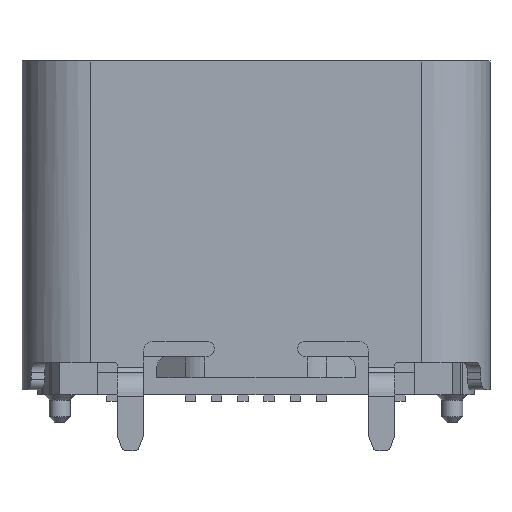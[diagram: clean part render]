
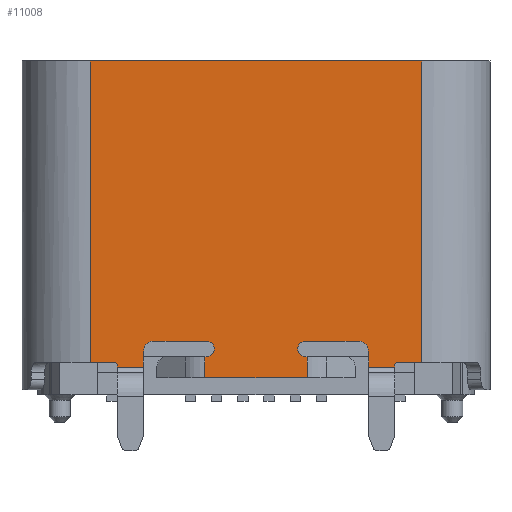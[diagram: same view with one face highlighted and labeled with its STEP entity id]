
A CAD part, front view. The second image highlights one B-rep face of the part: STEP entity #11008.
In plain terms, the highlighted planar face has unit normal (0, -1, 0).
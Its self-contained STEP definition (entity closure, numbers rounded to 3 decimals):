
#380=PLANE('',#11876);
#1101=FACE_OUTER_BOUND('',#1764,.T.);
#1764=EDGE_LOOP('',(#9177,#9178,#9179,#9180,#9181,#9182,#9183,#9184,#9185,
#9186,#9187,#9188,#9189,#9190,#9191,#9192,#9193,#9194,#9195,#9196,#9197,
#9198,#9199,#9200));
#2760=LINE('',#17234,#4037);
#2803=LINE('',#17549,#4080);
#2807=LINE('',#17561,#4084);
#2811=LINE('',#17570,#4088);
#2814=LINE('',#17579,#4091);
#2817=LINE('',#17585,#4094);
#2821=LINE('',#17594,#4098);
#2825=LINE('',#17603,#4102);
#2829=LINE('',#17615,#4106);
#2833=LINE('',#17627,#4110);
#2837=LINE('',#17636,#4114);
#2841=LINE('',#17648,#4118);
#2848=LINE('',#17767,#4125);
#2850=LINE('',#17772,#4127);
#2852=LINE('',#17775,#4129);
#2853=LINE('',#17776,#4130);
#2854=LINE('',#17777,#4131);
#2855=LINE('',#17778,#4132);
#4037=VECTOR('',#13852,1000.);
#4080=VECTOR('',#13967,1000.);
#4084=VECTOR('',#13979,1000.);
#4088=VECTOR('',#13985,1000.);
#4091=VECTOR('',#13996,1000.);
#4094=VECTOR('',#14001,1000.);
#4098=VECTOR('',#14007,1000.);
#4102=VECTOR('',#14013,1000.);
#4106=VECTOR('',#14025,1000.);
#4110=VECTOR('',#14037,1000.);
#4114=VECTOR('',#14043,1000.);
#4118=VECTOR('',#14055,1000.);
#4125=VECTOR('',#14072,1000.);
#4127=VECTOR('',#14080,1000.);
#4129=VECTOR('',#14084,1000.);
#4130=VECTOR('',#14085,1000.);
#4131=VECTOR('',#14086,1000.);
#4132=VECTOR('',#14087,1000.);
#4721=CIRCLE('',#11700,0.15);
#4789=CIRCLE('',#11845,0.075);
#4791=CIRCLE('',#11850,0.2);
#4793=CIRCLE('',#11857,0.15);
#4795=CIRCLE('',#11861,0.2);
#4797=CIRCLE('',#11866,0.075);
#5298=VERTEX_POINT('',#16658);
#5299=VERTEX_POINT('',#16660);
#5477=VERTEX_POINT('',#17226);
#5479=VERTEX_POINT('',#17232);
#5517=VERTEX_POINT('',#17541);
#5519=VERTEX_POINT('',#17547);
#5521=VERTEX_POINT('',#17553);
#5523=VERTEX_POINT('',#17559);
#5525=VERTEX_POINT('',#17564);
#5527=VERTEX_POINT('',#17568);
#5529=VERTEX_POINT('',#17574);
#5531=VERTEX_POINT('',#17583);
#5533=VERTEX_POINT('',#17588);
#5535=VERTEX_POINT('',#17592);
#5537=VERTEX_POINT('',#17597);
#5539=VERTEX_POINT('',#17601);
#5541=VERTEX_POINT('',#17607);
#5543=VERTEX_POINT('',#17613);
#5545=VERTEX_POINT('',#17619);
#5547=VERTEX_POINT('',#17625);
#5549=VERTEX_POINT('',#17630);
#5551=VERTEX_POINT('',#17634);
#5553=VERTEX_POINT('',#17640);
#5555=VERTEX_POINT('',#17646);
#6499=EDGE_CURVE('',#5298,#5299,#4721,.T.);
#6743=EDGE_CURVE('',#5479,#5477,#2760,.T.);
#6809=EDGE_CURVE('',#5519,#5517,#2803,.T.);
#6812=EDGE_CURVE('',#5519,#5521,#4789,.T.);
#6815=EDGE_CURVE('',#5523,#5521,#2807,.T.);
#6819=EDGE_CURVE('',#5527,#5525,#2811,.T.);
#6822=EDGE_CURVE('',#5527,#5529,#4791,.T.);
#6824=EDGE_CURVE('',#5299,#5529,#2814,.T.);
#6827=EDGE_CURVE('',#5531,#5298,#2817,.T.);
#6831=EDGE_CURVE('',#5535,#5533,#2821,.T.);
#6835=EDGE_CURVE('',#5539,#5537,#2825,.T.);
#6838=EDGE_CURVE('',#5541,#5539,#4793,.T.);
#6841=EDGE_CURVE('',#5543,#5541,#2829,.T.);
#6844=EDGE_CURVE('',#5543,#5545,#4795,.T.);
#6847=EDGE_CURVE('',#5547,#5545,#2833,.T.);
#6851=EDGE_CURVE('',#5549,#5551,#2837,.T.);
#6854=EDGE_CURVE('',#5551,#5553,#4797,.T.);
#6857=EDGE_CURVE('',#5555,#5553,#2841,.T.);
#6870=EDGE_CURVE('',#5555,#5477,#2848,.T.);
#6872=EDGE_CURVE('',#5517,#5479,#2850,.T.);
#6874=EDGE_CURVE('',#5533,#5531,#2852,.T.);
#6875=EDGE_CURVE('',#5537,#5535,#2853,.T.);
#6876=EDGE_CURVE('',#5549,#5547,#2854,.T.);
#6877=EDGE_CURVE('',#5525,#5523,#2855,.T.);
#9177=ORIENTED_EDGE('',*,*,#6819,.F.);
#9178=ORIENTED_EDGE('',*,*,#6822,.T.);
#9179=ORIENTED_EDGE('',*,*,#6824,.F.);
#9180=ORIENTED_EDGE('',*,*,#6499,.F.);
#9181=ORIENTED_EDGE('',*,*,#6827,.F.);
#9182=ORIENTED_EDGE('',*,*,#6874,.F.);
#9183=ORIENTED_EDGE('',*,*,#6831,.F.);
#9184=ORIENTED_EDGE('',*,*,#6875,.F.);
#9185=ORIENTED_EDGE('',*,*,#6835,.F.);
#9186=ORIENTED_EDGE('',*,*,#6838,.F.);
#9187=ORIENTED_EDGE('',*,*,#6841,.F.);
#9188=ORIENTED_EDGE('',*,*,#6844,.T.);
#9189=ORIENTED_EDGE('',*,*,#6847,.F.);
#9190=ORIENTED_EDGE('',*,*,#6876,.F.);
#9191=ORIENTED_EDGE('',*,*,#6851,.T.);
#9192=ORIENTED_EDGE('',*,*,#6854,.T.);
#9193=ORIENTED_EDGE('',*,*,#6857,.F.);
#9194=ORIENTED_EDGE('',*,*,#6870,.T.);
#9195=ORIENTED_EDGE('',*,*,#6743,.F.);
#9196=ORIENTED_EDGE('',*,*,#6872,.F.);
#9197=ORIENTED_EDGE('',*,*,#6809,.F.);
#9198=ORIENTED_EDGE('',*,*,#6812,.T.);
#9199=ORIENTED_EDGE('',*,*,#6815,.F.);
#9200=ORIENTED_EDGE('',*,*,#6877,.F.);
#11008=ADVANCED_FACE('',(#1101),#380,.T.);
#11700=AXIS2_PLACEMENT_3D('',#16661,#13450,#13451);
#11845=AXIS2_PLACEMENT_3D('',#17555,#13973,#13974);
#11850=AXIS2_PLACEMENT_3D('',#17576,#13991,#13992);
#11857=AXIS2_PLACEMENT_3D('',#17609,#14019,#14020);
#11861=AXIS2_PLACEMENT_3D('',#17621,#14031,#14032);
#11866=AXIS2_PLACEMENT_3D('',#17642,#14049,#14050);
#11876=AXIS2_PLACEMENT_3D('',#17774,#14082,#14083);
#13450=DIRECTION('center_axis',(0.,-1.,0.));
#13451=DIRECTION('ref_axis',(1.,0.,0.));
#13852=DIRECTION('',(1.,0.,0.));
#13967=DIRECTION('',(-1.,0.,0.));
#13973=DIRECTION('center_axis',(0.,1.,0.));
#13974=DIRECTION('ref_axis',(1.,0.,0.));
#13979=DIRECTION('',(0.,0.,1.));
#13985=DIRECTION('',(0.,0.,-1.));
#13991=DIRECTION('center_axis',(0.,1.,0.));
#13992=DIRECTION('ref_axis',(1.,0.,0.));
#13996=DIRECTION('',(-1.,0.,0.));
#14001=DIRECTION('',(1.,0.,0.));
#14007=DIRECTION('',(-1.,0.,0.));
#14013=DIRECTION('',(1.,0.,0.));
#14019=DIRECTION('center_axis',(0.,-1.,0.));
#14020=DIRECTION('ref_axis',(1.,0.,0.));
#14025=DIRECTION('',(-1.,0.,0.));
#14031=DIRECTION('center_axis',(0.,1.,0.));
#14032=DIRECTION('ref_axis',(1.,0.,0.));
#14037=DIRECTION('',(0.,0.,1.));
#14043=DIRECTION('',(0.,0.,1.));
#14049=DIRECTION('center_axis',(0.,1.,0.));
#14050=DIRECTION('ref_axis',(1.,0.,0.));
#14055=DIRECTION('',(-1.,0.,0.));
#14072=DIRECTION('',(0.,0.,1.));
#14080=DIRECTION('',(0.,0.,1.));
#14082=DIRECTION('center_axis',(0.,-1.,0.));
#14083=DIRECTION('ref_axis',(1.,0.,0.));
#14084=DIRECTION('',(0.,0.,1.));
#14085=DIRECTION('',(0.,0.,-1.));
#14086=DIRECTION('',(-1.,0.,0.));
#14087=DIRECTION('',(-1.,0.,0.));
#16658=CARTESIAN_POINT('',(-0.95,-1.58,0.85));
#16660=CARTESIAN_POINT('',(-0.95,-1.58,1.15));
#16661=CARTESIAN_POINT('Origin',(-0.95,-1.58,1.));
#17226=CARTESIAN_POINT('',(3.17,-1.58,6.5));
#17232=CARTESIAN_POINT('',(-3.17,-1.58,6.5));
#17234=CARTESIAN_POINT('',(-3.17,-1.58,6.5));
#17541=CARTESIAN_POINT('',(-3.17,-1.58,0.75));
#17547=CARTESIAN_POINT('',(-2.725,-1.58,0.75));
#17549=CARTESIAN_POINT('',(0.,-1.58,0.75));
#17553=CARTESIAN_POINT('',(-2.65,-1.58,0.675));
#17555=CARTESIAN_POINT('Origin',(-2.725,-1.58,0.675));
#17559=CARTESIAN_POINT('',(-2.65,-1.58,0.65));
#17561=CARTESIAN_POINT('',(-2.65,-1.58,0.65));
#17564=CARTESIAN_POINT('',(-2.15,-1.58,0.65));
#17568=CARTESIAN_POINT('',(-2.15,-1.58,0.95));
#17570=CARTESIAN_POINT('',(-2.15,-1.58,0.22));
#17574=CARTESIAN_POINT('',(-1.95,-1.58,1.15));
#17576=CARTESIAN_POINT('Origin',(-1.95,-1.58,0.95));
#17579=CARTESIAN_POINT('',(-3.17,-1.58,1.15));
#17583=CARTESIAN_POINT('',(-0.98,-1.58,0.85));
#17585=CARTESIAN_POINT('',(-3.17,-1.58,0.85));
#17588=CARTESIAN_POINT('',(-0.98,-1.58,0.45));
#17592=CARTESIAN_POINT('',(0.98,-1.58,0.45));
#17594=CARTESIAN_POINT('',(0.98,-1.58,0.45));
#17597=CARTESIAN_POINT('',(0.98,-1.58,0.85));
#17601=CARTESIAN_POINT('',(0.95,-1.58,0.85));
#17603=CARTESIAN_POINT('',(-3.17,-1.58,0.85));
#17607=CARTESIAN_POINT('',(0.95,-1.58,1.15));
#17609=CARTESIAN_POINT('Origin',(0.95,-1.58,1.));
#17613=CARTESIAN_POINT('',(1.95,-1.58,1.15));
#17615=CARTESIAN_POINT('',(-3.17,-1.58,1.15));
#17619=CARTESIAN_POINT('',(2.15,-1.58,0.95));
#17621=CARTESIAN_POINT('Origin',(1.95,-1.58,0.95));
#17625=CARTESIAN_POINT('',(2.15,-1.58,0.65));
#17627=CARTESIAN_POINT('',(2.15,-1.58,0.22));
#17630=CARTESIAN_POINT('',(2.65,-1.58,0.65));
#17634=CARTESIAN_POINT('',(2.65,-1.58,0.675));
#17636=CARTESIAN_POINT('',(2.65,-1.58,0.65));
#17640=CARTESIAN_POINT('',(2.725,-1.58,0.75));
#17642=CARTESIAN_POINT('Origin',(2.725,-1.58,0.675));
#17646=CARTESIAN_POINT('',(3.17,-1.58,0.75));
#17648=CARTESIAN_POINT('',(0.,-1.58,0.75));
#17767=CARTESIAN_POINT('',(3.17,-1.58,0.22));
#17772=CARTESIAN_POINT('',(-3.17,-1.58,0.22));
#17774=CARTESIAN_POINT('Origin',(-3.17,-1.58,0.22));
#17775=CARTESIAN_POINT('',(-0.98,-1.58,0.22));
#17776=CARTESIAN_POINT('',(0.98,-1.58,0.22));
#17777=CARTESIAN_POINT('',(2.15,-1.58,0.65));
#17778=CARTESIAN_POINT('',(-2.15,-1.58,0.65));
